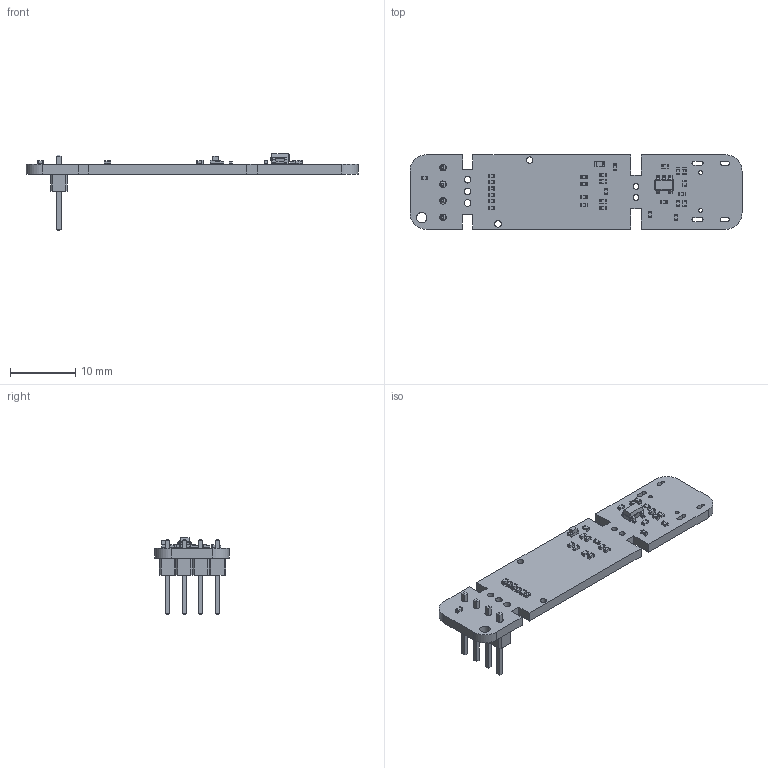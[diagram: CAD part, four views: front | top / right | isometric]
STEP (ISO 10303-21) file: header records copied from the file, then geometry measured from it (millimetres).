
FILE_DESCRIPTION(('KiCad electronic assembly'),'2;1');
FILE_NAME('MSPMOC1104_RS485_V2.step','2025-08-22T11:20:39',('Pcbnew'),( 'Kicad'),'Open CASCADE STEP processor 7.8','KiCad to STEP converter' ,'Unknown');
FILE_SCHEMA(('AUTOMOTIVE_DESIGN { 1 0 10303 214 1 1 1 1 }'));
Length unit declared in the file: millimetre
Products named in the file (7): MSPMOC1104_RS485_V2 1; R_0402_1005Metric; C_0402_1005Metric; LED_0603_1608Metric; SOT-23-5; PinHeader_1x04_P2.54mm_Vertical; MSPMOC1104_RS485_V2_PCB
Assembly tree (31 placements, depth 2):
  MSPMOC1104_RS485_V2 1
    R_0402_1005Metric  x17
    C_0402_1005Metric  x10
    LED_0603_1608Metric
    SOT-23-5
    PinHeader_1x04_P2.54mm_Vertical
    MSPMOC1104_RS485_V2_PCB
Bounding box: 50.82 x 11.41 x 11.77 mm (x, y, z)
Volume: 910.3 mm3; surface area: 1686.7 mm2
Topology: 31 solids, 31 shells, 1041 faces, 2698 edges, 1748 vertices
Faces by surface type: plane 702, cylinder 310, bspline 29
Full cylindrical faces by diameter (mm): 0.6 x2, 0.9 x2, 1 x9, 1.6 x1
Entity records: 13702 total; most frequent: CARTESIAN_POINT 2098, ORIENTED_EDGE 1924, DIRECTION 1830, EDGE_CURVE 962, LINE 782, VECTOR 782, VERTEX_POINT 612, AXIS2_PLACEMENT_3D 524
